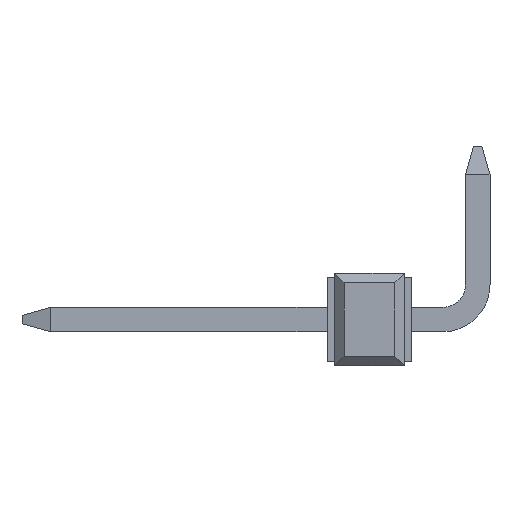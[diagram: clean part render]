
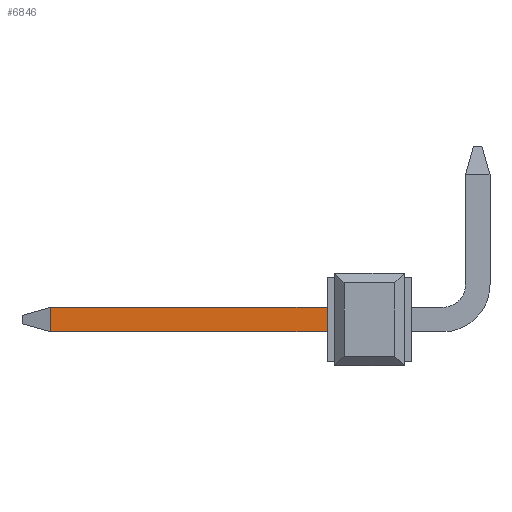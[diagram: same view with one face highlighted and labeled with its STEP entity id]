
A CAD part, left-side view. The second image highlights one B-rep face of the part: STEP entity #6846.
In plain terms, the highlighted planar face has unit normal (-1, 0, 0).
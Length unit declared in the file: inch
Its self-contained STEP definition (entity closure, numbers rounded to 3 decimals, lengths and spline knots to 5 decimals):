
#2265=DIRECTION('',(0.,0.,-1.));
#2266=VECTOR('',#2265,0.026);
#2267=CARTESIAN_POINT('',(-0.313,0.339,0.013));
#2268=LINE('',#2267,#2266);
#2269=DIRECTION('',(0.,-1.,0.));
#2270=VECTOR('',#2269,0.294);
#2271=CARTESIAN_POINT('',(-0.313,0.339,0.013));
#2272=LINE('',#2271,#2270);
#2273=DIRECTION('',(0.,1.,0.));
#2274=VECTOR('',#2273,0.294);
#2275=CARTESIAN_POINT('',(-0.313,0.045,-0.013));
#2276=LINE('',#2275,#2274);
#2461=DIRECTION('',(0.,0.,-1.));
#2462=VECTOR('',#2461,0.026);
#2463=CARTESIAN_POINT('',(-0.313,0.045,0.013));
#2464=LINE('',#2463,#2462);
#3381=CARTESIAN_POINT('',(-0.313,0.045,0.013));
#3382=CARTESIAN_POINT('',(-0.313,0.045,-0.013));
#3383=VERTEX_POINT('',#3381);
#3384=VERTEX_POINT('',#3382);
#3434=CARTESIAN_POINT('',(-0.313,0.339,0.013));
#3436=VERTEX_POINT('',#3434);
#3450=CARTESIAN_POINT('',(-0.313,0.339,-0.013));
#3452=VERTEX_POINT('',#3450);
#6831=CARTESIAN_POINT('',(-0.313,0.,0.));
#6832=DIRECTION('',(1.,0.,0.));
#6833=DIRECTION('',(0.,0.,-1.));
#6834=AXIS2_PLACEMENT_3D('',#6831,#6832,#6833);
#6835=PLANE('',#6834);
#6837=ORIENTED_EDGE('',*,*,#6836,.F.);
#6839=ORIENTED_EDGE('',*,*,#6838,.T.);
#6841=ORIENTED_EDGE('',*,*,#6840,.T.);
#6843=ORIENTED_EDGE('',*,*,#6842,.T.);
#6844=EDGE_LOOP('',(#6837,#6839,#6841,#6843));
#6845=FACE_OUTER_BOUND('',#6844,.F.);
#6846=ADVANCED_FACE('',(#6845),#6835,.F.);
#6836=EDGE_CURVE('',#3436,#3452,#2268,.T.);
#6838=EDGE_CURVE('',#3436,#3383,#2272,.T.);
#6840=EDGE_CURVE('',#3383,#3384,#2464,.T.);
#6842=EDGE_CURVE('',#3384,#3452,#2276,.T.);
